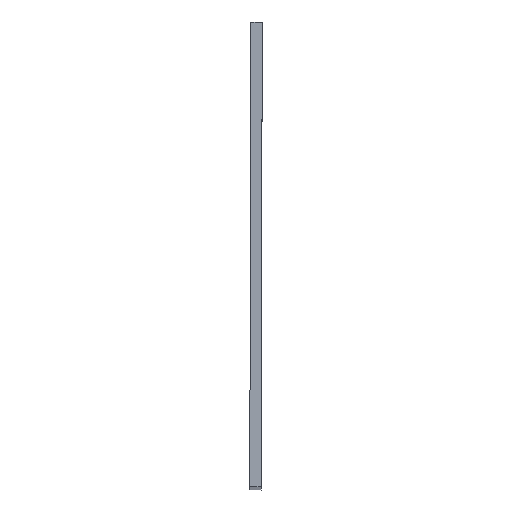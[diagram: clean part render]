
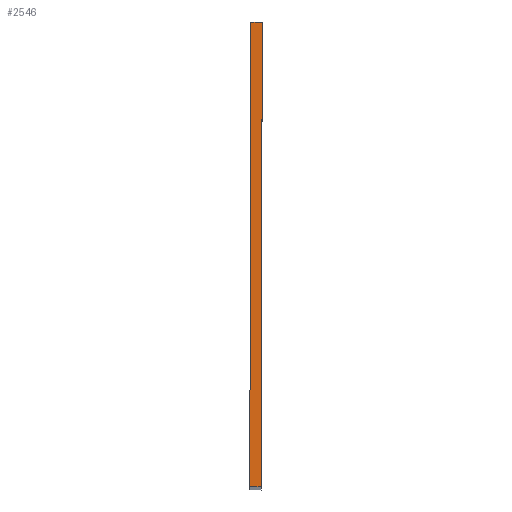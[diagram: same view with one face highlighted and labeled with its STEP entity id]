
A CAD part, top view. The second image highlights one B-rep face of the part: STEP entity #2546.
In plain terms, the highlighted face is planar.
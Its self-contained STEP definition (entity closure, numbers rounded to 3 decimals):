
#193=PLANE('',#2841);
#288=LINE('',#4049,#492);
#338=LINE('',#4272,#542);
#357=LINE('',#4347,#561);
#358=LINE('',#4348,#562);
#492=VECTOR('',#3215,1000.);
#542=VECTOR('',#3411,1000.);
#561=VECTOR('',#3472,1000.);
#562=VECTOR('',#3473,1000.);
#959=ORIENTED_EDGE('',*,*,#1480,.T.);
#960=ORIENTED_EDGE('',*,*,#1641,.F.);
#961=ORIENTED_EDGE('',*,*,#1602,.F.);
#962=ORIENTED_EDGE('',*,*,#1642,.T.);
#1480=EDGE_CURVE('',#1825,#1827,#288,.T.);
#1602=EDGE_CURVE('',#1927,#1928,#338,.T.);
#1641=EDGE_CURVE('',#1928,#1827,#357,.T.);
#1642=EDGE_CURVE('',#1927,#1825,#358,.T.);
#1825=VERTEX_POINT('',#4044);
#1827=VERTEX_POINT('',#4048);
#1927=VERTEX_POINT('',#4271);
#1928=VERTEX_POINT('',#4273);
#2182=EDGE_LOOP('',(#959,#960,#961,#962));
#2346=FACE_BOUND('',#2182,.T.);
#2546=ADVANCED_FACE('',(#2346),#193,.F.);
#2841=AXIS2_PLACEMENT_3D('',#4346,#3470,#3471);
#3215=DIRECTION('',(0.,-1.,0.));
#3411=DIRECTION('',(0.,-1.,0.));
#3470=DIRECTION('',(1.,0.,0.));
#3471=DIRECTION('',(0.,0.,1.));
#3472=DIRECTION('',(0.,0.,-1.));
#3473=DIRECTION('',(0.,0.,-1.));
#4044=CARTESIAN_POINT('',(0.,0.,0.));
#4048=CARTESIAN_POINT('',(0.,-82.,0.));
#4049=CARTESIAN_POINT('',(0.,0.,0.));
#4271=CARTESIAN_POINT('',(0.,0.,2.));
#4272=CARTESIAN_POINT('',(0.,0.,2.));
#4273=CARTESIAN_POINT('',(0.,-82.,2.));
#4346=CARTESIAN_POINT('',(0.,0.,2.));
#4347=CARTESIAN_POINT('',(0.,-82.,2.));
#4348=CARTESIAN_POINT('',(0.,0.,2.));
